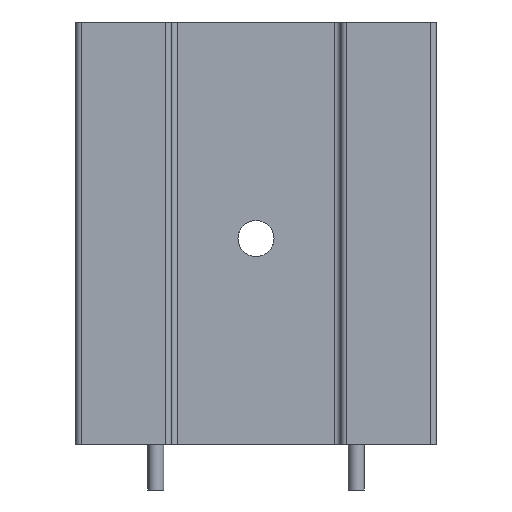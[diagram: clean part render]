
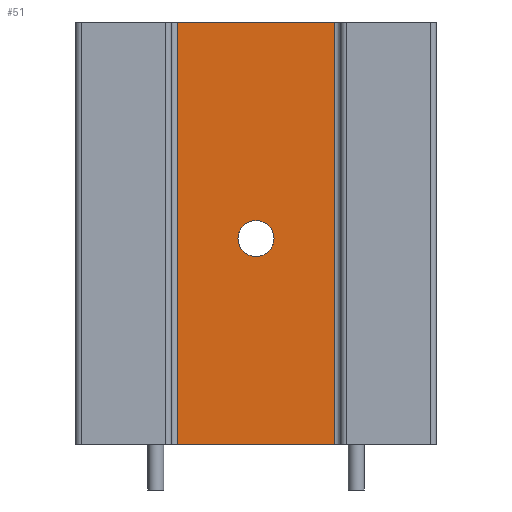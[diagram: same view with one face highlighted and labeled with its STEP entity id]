
A CAD part, front view. The second image highlights one B-rep face of the part: STEP entity #51.
In plain terms, the highlighted free-form (B-spline) face has degree [2, 1] with [3, 2] control points.
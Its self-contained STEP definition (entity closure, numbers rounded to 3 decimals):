
#46=FACE_BOUND('',#252,.T.);
#51=ADVANCED_FACE('',(#151,#46),#1675,.T.);
#151=FACE_OUTER_BOUND('',#251,.T.);
#251=EDGE_LOOP('',(#362,#363,#364,#365));
#252=EDGE_LOOP('',(#366,#367));
#362=ORIENTED_EDGE('',*,*,#924,.T.);
#363=ORIENTED_EDGE('',*,*,#925,.T.);
#364=ORIENTED_EDGE('',*,*,#926,.F.);
#365=ORIENTED_EDGE('',*,*,#922,.F.);
#366=ORIENTED_EDGE('',*,*,#1178,.T.);
#367=ORIENTED_EDGE('',*,*,#1182,.T.);
#922=EDGE_CURVE('',#1484,#1485,#1204,.T.);
#924=EDGE_CURVE('',#1484,#1486,#1206,.T.);
#925=EDGE_CURVE('',#1486,#1487,#1207,.T.);
#926=EDGE_CURVE('',#1485,#1487,#1208,.T.);
#1178=EDGE_CURVE('',#1654,#1657,#1460,.T.);
#1182=EDGE_CURVE('',#1657,#1654,#1464,.T.);
#1204=(
BOUNDED_CURVE()
B_SPLINE_CURVE(1,(#2599,#2600),.UNSPECIFIED.,.F.,.F.)
B_SPLINE_CURVE_WITH_KNOTS((2,2),(0.,37.5),.UNSPECIFIED.)
CURVE()
GEOMETRIC_REPRESENTATION_ITEM()
RATIONAL_B_SPLINE_CURVE((1.,1.))
REPRESENTATION_ITEM('')
);
#1206=(
BOUNDED_CURVE()
B_SPLINE_CURVE(2,(#2604,#2605,#2606),.UNSPECIFIED.,.F.,.F.)
B_SPLINE_CURVE_WITH_KNOTS((3,3),(-5023.088,-5009.088),
 .UNSPECIFIED.)
CURVE()
GEOMETRIC_REPRESENTATION_ITEM()
RATIONAL_B_SPLINE_CURVE((1.,1.,1.))
REPRESENTATION_ITEM('')
);
#1207=(
BOUNDED_CURVE()
B_SPLINE_CURVE(1,(#2607,#2608),.UNSPECIFIED.,.F.,.F.)
B_SPLINE_CURVE_WITH_KNOTS((2,2),(0.,37.5),.UNSPECIFIED.)
CURVE()
GEOMETRIC_REPRESENTATION_ITEM()
RATIONAL_B_SPLINE_CURVE((1.,1.))
REPRESENTATION_ITEM('')
);
#1208=(
BOUNDED_CURVE()
B_SPLINE_CURVE(2,(#2609,#2610,#2611),.UNSPECIFIED.,.F.,.F.)
B_SPLINE_CURVE_WITH_KNOTS((3,3),(-5023.088,-5009.088),
 .UNSPECIFIED.)
CURVE()
GEOMETRIC_REPRESENTATION_ITEM()
RATIONAL_B_SPLINE_CURVE((1.,1.,1.))
REPRESENTATION_ITEM('')
);
#1460=(
BOUNDED_CURVE()
B_SPLINE_CURVE(2,(#3310,#3311,#3312,#3313,#3314),.UNSPECIFIED.,.F.,.F.)
B_SPLINE_CURVE_WITH_KNOTS((3,2,3),(-10.053,-7.54,-5.027),
 .UNSPECIFIED.)
CURVE()
GEOMETRIC_REPRESENTATION_ITEM()
RATIONAL_B_SPLINE_CURVE((1.,0.707,1.,0.707,1.))
REPRESENTATION_ITEM('')
);
#1464=(
BOUNDED_CURVE()
B_SPLINE_CURVE(2,(#3324,#3325,#3326,#3327,#3328),.UNSPECIFIED.,.F.,.F.)
B_SPLINE_CURVE_WITH_KNOTS((3,2,3),(-5.027,-2.513,0.),
 .UNSPECIFIED.)
CURVE()
GEOMETRIC_REPRESENTATION_ITEM()
RATIONAL_B_SPLINE_CURVE((1.,0.707,1.,0.707,1.))
REPRESENTATION_ITEM('')
);
#1484=VERTEX_POINT('',#2404);
#1485=VERTEX_POINT('',#2405);
#1486=VERTEX_POINT('',#2406);
#1487=VERTEX_POINT('',#2407);
#1654=VERTEX_POINT('',#2574);
#1657=VERTEX_POINT('',#2577);
#1675=(
BOUNDED_SURFACE()
B_SPLINE_SURFACE(2,1,((#1822,#1823),(#1824,#1825),(#1826,#1827)),
 .UNSPECIFIED.,.F.,.F.,.F.)
B_SPLINE_SURFACE_WITH_KNOTS((3,3),(2,2),(-5023.088,-5009.088),
(0.,37.5),.UNSPECIFIED.)
GEOMETRIC_REPRESENTATION_ITEM()
RATIONAL_B_SPLINE_SURFACE(((1.,1.),(1.,1.),(1.,1.)))
REPRESENTATION_ITEM('')
SURFACE()
);
#1822=CARTESIAN_POINT('',(-7.,0.,0.));
#1823=CARTESIAN_POINT('',(-7.,0.,37.5));
#1824=CARTESIAN_POINT('',(0.,0.,0.));
#1825=CARTESIAN_POINT('',(0.,0.,37.5));
#1826=CARTESIAN_POINT('',(7.,0.,0.));
#1827=CARTESIAN_POINT('',(7.,0.,37.5));
#2404=CARTESIAN_POINT('',(-7.,0.,0.));
#2405=CARTESIAN_POINT('',(-7.,0.,37.5));
#2406=CARTESIAN_POINT('',(7.,0.,0.));
#2407=CARTESIAN_POINT('',(7.,0.,37.5));
#2574=CARTESIAN_POINT('',(1.6,0.,18.3));
#2577=CARTESIAN_POINT('',(-1.6,0.,18.3));
#2599=CARTESIAN_POINT('',(-7.,0.,0.));
#2600=CARTESIAN_POINT('',(-7.,0.,37.5));
#2604=CARTESIAN_POINT('',(-7.,0.,0.));
#2605=CARTESIAN_POINT('',(0.,0.,0.));
#2606=CARTESIAN_POINT('',(7.,0.,0.));
#2607=CARTESIAN_POINT('',(7.,0.,0.));
#2608=CARTESIAN_POINT('',(7.,0.,37.5));
#2609=CARTESIAN_POINT('',(-7.,0.,37.5));
#2610=CARTESIAN_POINT('',(0.,0.,37.5));
#2611=CARTESIAN_POINT('',(7.,0.,37.5));
#3310=CARTESIAN_POINT('',(1.6,0.,18.3));
#3311=CARTESIAN_POINT('',(1.6,0.,16.7));
#3312=CARTESIAN_POINT('',(0.,0.,16.7));
#3313=CARTESIAN_POINT('',(-1.6,0.,16.7));
#3314=CARTESIAN_POINT('',(-1.6,0.,18.3));
#3324=CARTESIAN_POINT('',(-1.6,0.,18.3));
#3325=CARTESIAN_POINT('',(-1.6,0.,19.9));
#3326=CARTESIAN_POINT('',(0.,0.,19.9));
#3327=CARTESIAN_POINT('',(1.6,0.,19.9));
#3328=CARTESIAN_POINT('',(1.6,0.,18.3));
